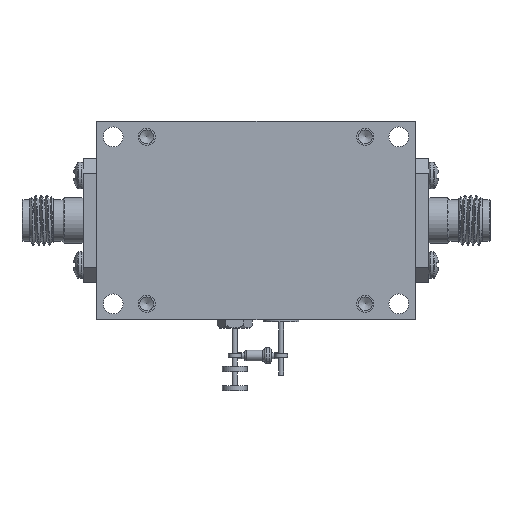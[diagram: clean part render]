
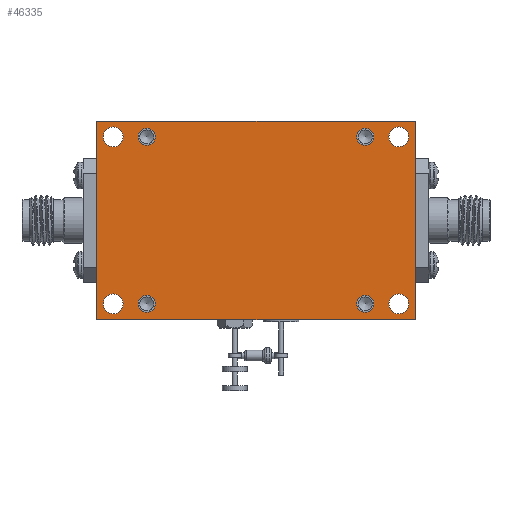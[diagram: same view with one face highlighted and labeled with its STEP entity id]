
A CAD part, front view. The second image highlights one B-rep face of the part: STEP entity #46335.
In plain terms, the highlighted planar face has unit normal (0, -1, 0).
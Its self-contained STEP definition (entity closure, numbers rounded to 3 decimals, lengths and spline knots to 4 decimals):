
#179 = AXIS2_PLACEMENT_3D ( 'NONE', #26097, #57580, #30983 ) ;
#1594 = DIRECTION ( 'NONE',  ( 0., -1., 0. ) ) ;
#1626 = CIRCLE ( 'NONE', #39853, 0.05 ) ;
#1698 = ORIENTED_EDGE ( 'NONE', *, *, #34567, .F. ) ;
#2708 = FACE_OUTER_BOUND ( 'NONE', #57420, .T. ) ;
#3697 = VERTEX_POINT ( 'NONE', #41815 ) ;
#4209 = ORIENTED_EDGE ( 'NONE', *, *, #54215, .F. ) ;
#4278 = CARTESIAN_POINT ( 'NONE',  ( -0.8, -0.189, -0.5 ) ) ;
#4971 = VERTEX_POINT ( 'NONE', #37588 ) ;
#5179 = EDGE_LOOP ( 'NONE', ( #8313 ) ) ;
#5492 = CARTESIAN_POINT ( 'NONE',  ( 0.8, -0.189, -0.5 ) ) ;
#5928 = AXIS2_PLACEMENT_3D ( 'NONE', #57075, #16153, #56677 ) ;
#6493 = VERTEX_POINT ( 'NONE', #7815 ) ;
#6657 = AXIS2_PLACEMENT_3D ( 'NONE', #22674, #26998, #31867 ) ;
#7001 = ORIENTED_EDGE ( 'NONE', *, *, #56078, .T. ) ;
#7813 = DIRECTION ( 'NONE',  ( -1., 0., 0. ) ) ;
#7815 = CARTESIAN_POINT ( 'NONE',  ( 0.8, -0.189, 0.5 ) ) ;
#8313 = ORIENTED_EDGE ( 'NONE', *, *, #15903, .T. ) ;
#8369 = FACE_BOUND ( 'NONE', #10208, .T. ) ;
#9130 = VERTEX_POINT ( 'NONE', #24627 ) ;
#9245 = VECTOR ( 'NONE', #7813, 39.3701 ) ;
#9860 = VERTEX_POINT ( 'NONE', #19326 ) ;
#10208 = EDGE_LOOP ( 'NONE', ( #39663 ) ) ;
#10630 = DIRECTION ( 'NONE',  ( 0., 0., -1. ) ) ;
#14132 = DIRECTION ( 'NONE',  ( 0., 1., 0. ) ) ;
#14643 = FACE_BOUND ( 'NONE', #20239, .T. ) ;
#15108 = DIRECTION ( 'NONE',  ( 0., -1., 0. ) ) ;
#15382 = FACE_BOUND ( 'NONE', #25787, .T. ) ;
#15903 = EDGE_CURVE ( 'NONE', #35204, #35204, #52392, .T. ) ;
#15963 = CARTESIAN_POINT ( 'NONE',  ( -0.55, -0.189, -0.463 ) ) ;
#16153 = DIRECTION ( 'NONE',  ( 0., 1., 0. ) ) ;
#16165 = CARTESIAN_POINT ( 'NONE',  ( 0.55, -0.189, -0.463 ) ) ;
#16920 = VECTOR ( 'NONE', #30772, 39.3701 ) ;
#17221 = CARTESIAN_POINT ( 'NONE',  ( 0.8, -0.189, 0.5 ) ) ;
#17343 = EDGE_CURVE ( 'NONE', #9860, #9860, #36988, .T. ) ;
#17349 = DIRECTION ( 'NONE',  ( 0., 0., -1. ) ) ;
#17602 = VERTEX_POINT ( 'NONE', #15963 ) ;
#19326 = CARTESIAN_POINT ( 'NONE',  ( -0.7185, -0.189, -0.37 ) ) ;
#19777 = CARTESIAN_POINT ( 'NONE',  ( 0.7185, -0.189, -0.42 ) ) ;
#20239 = EDGE_LOOP ( 'NONE', ( #34005 ) ) ;
#20308 = EDGE_CURVE ( 'NONE', #4971, #4971, #32073, .T. ) ;
#20380 = AXIS2_PLACEMENT_3D ( 'NONE', #24195, #1594, #36971 ) ;
#22674 = CARTESIAN_POINT ( 'NONE',  ( 0., -0.189, 0. ) ) ;
#22855 = PLANE ( 'NONE',  #6657 ) ;
#23375 = DIRECTION ( 'NONE',  ( 0., 0., 1. ) ) ;
#23571 = LINE ( 'NONE', #53644, #43284 ) ;
#23655 = ORIENTED_EDGE ( 'NONE', *, *, #25036, .F. ) ;
#24195 = CARTESIAN_POINT ( 'NONE',  ( -0.55, -0.189, -0.42 ) ) ;
#24378 = CARTESIAN_POINT ( 'NONE',  ( 0.55, -0.189, -0.42 ) ) ;
#24627 = CARTESIAN_POINT ( 'NONE',  ( 0.55, -0.189, 0.377 ) ) ;
#24677 = DIRECTION ( 'NONE',  ( 0., 1., 0. ) ) ;
#24901 = CIRCLE ( 'NONE', #57880, 0.043 ) ;
#25036 = EDGE_CURVE ( 'NONE', #38144, #3697, #47964, .T. ) ;
#25787 = EDGE_LOOP ( 'NONE', ( #39755 ) ) ;
#25926 = EDGE_LOOP ( 'NONE', ( #7001 ) ) ;
#26097 = CARTESIAN_POINT ( 'NONE',  ( -0.7185, -0.189, 0.42 ) ) ;
#26444 = CARTESIAN_POINT ( 'NONE',  ( -0.8, -0.189, 0.5 ) ) ;
#26853 = ORIENTED_EDGE ( 'NONE', *, *, #17343, .T. ) ;
#26905 = DIRECTION ( 'NONE',  ( 1., 0., 0. ) ) ;
#26998 = DIRECTION ( 'NONE',  ( 0., -1., 0. ) ) ;
#27066 = EDGE_LOOP ( 'NONE', ( #35796 ) ) ;
#27367 = VECTOR ( 'NONE', #36728, 39.3701 ) ;
#30190 = LINE ( 'NONE', #39798, #27367 ) ;
#30772 = DIRECTION ( 'NONE',  ( 0., 0., -1. ) ) ;
#30983 = DIRECTION ( 'NONE',  ( 0., 0., 1. ) ) ;
#31867 = DIRECTION ( 'NONE',  ( 0., 0., -1. ) ) ;
#32073 = CIRCLE ( 'NONE', #57283, 0.043 ) ;
#32809 = CARTESIAN_POINT ( 'NONE',  ( 0.7185, -0.189, 0.42 ) ) ;
#34005 = ORIENTED_EDGE ( 'NONE', *, *, #41145, .T. ) ;
#34563 = VERTEX_POINT ( 'NONE', #26444 ) ;
#34567 = EDGE_CURVE ( 'NONE', #3697, #34563, #30190, .T. ) ;
#35204 = VERTEX_POINT ( 'NONE', #45847 ) ;
#35438 = DIRECTION ( 'NONE',  ( 0., -1., 0. ) ) ;
#35675 = EDGE_LOOP ( 'NONE', ( #42583 ) ) ;
#35773 = FACE_BOUND ( 'NONE', #5179, .T. ) ;
#35796 = ORIENTED_EDGE ( 'NONE', *, *, #40545, .F. ) ;
#36477 = FACE_BOUND ( 'NONE', #27066, .T. ) ;
#36728 = DIRECTION ( 'NONE',  ( 0., 0., 1. ) ) ;
#36744 = CARTESIAN_POINT ( 'NONE',  ( 0.55, -0.189, 0.42 ) ) ;
#36971 = DIRECTION ( 'NONE',  ( 0., 0., -1. ) ) ;
#36988 = CIRCLE ( 'NONE', #5928, 0.05 ) ;
#37349 = DIRECTION ( 'NONE',  ( 0., -1., 0. ) ) ;
#37588 = CARTESIAN_POINT ( 'NONE',  ( -0.55, -0.189, 0.377 ) ) ;
#37942 = VERTEX_POINT ( 'NONE', #51941 ) ;
#38144 = VERTEX_POINT ( 'NONE', #5492 ) ;
#38554 = CARTESIAN_POINT ( 'NONE',  ( 0.7185, -0.189, -0.37 ) ) ;
#39663 = ORIENTED_EDGE ( 'NONE', *, *, #52650, .F. ) ;
#39753 = CARTESIAN_POINT ( 'NONE',  ( -0.55, -0.189, 0.42 ) ) ;
#39755 = ORIENTED_EDGE ( 'NONE', *, *, #43008, .F. ) ;
#39798 = CARTESIAN_POINT ( 'NONE',  ( -0.8, -0.189, 0.5 ) ) ;
#39853 = AXIS2_PLACEMENT_3D ( 'NONE', #19777, #24677, #47445 ) ;
#40001 = FACE_BOUND ( 'NONE', #35675, .T. ) ;
#40545 = EDGE_CURVE ( 'NONE', #46376, #46376, #24901, .T. ) ;
#40816 = CIRCLE ( 'NONE', #44871, 0.043 ) ;
#41145 = EDGE_CURVE ( 'NONE', #37942, #37942, #54418, .T. ) ;
#41492 = ORIENTED_EDGE ( 'NONE', *, *, #50045, .F. ) ;
#41505 = VERTEX_POINT ( 'NONE', #38554 ) ;
#41815 = CARTESIAN_POINT ( 'NONE',  ( -0.8, -0.189, -0.5 ) ) ;
#42204 = EDGE_LOOP ( 'NONE', ( #26853 ) ) ;
#42583 = ORIENTED_EDGE ( 'NONE', *, *, #20308, .F. ) ;
#42815 = FACE_BOUND ( 'NONE', #42204, .T. ) ;
#43008 = EDGE_CURVE ( 'NONE', #9130, #9130, #40816, .T. ) ;
#43284 = VECTOR ( 'NONE', #26905, 39.3701 ) ;
#44308 = AXIS2_PLACEMENT_3D ( 'NONE', #32809, #14132, #23375 ) ;
#44871 = AXIS2_PLACEMENT_3D ( 'NONE', #36744, #15108, #50283 ) ;
#45847 = CARTESIAN_POINT ( 'NONE',  ( -0.7185, -0.189, 0.47 ) ) ;
#46335 = ADVANCED_FACE ( 'NONE', ( #40001, #15382, #36477, #8369, #42815, #50512, #35773, #14643, #2708 ), #22855, .T. ) ;
#46376 = VERTEX_POINT ( 'NONE', #16165 ) ;
#47445 = DIRECTION ( 'NONE',  ( 0., 0., 1. ) ) ;
#47964 = LINE ( 'NONE', #4278, #9245 ) ;
#50045 = EDGE_CURVE ( 'NONE', #34563, #6493, #23571, .T. ) ;
#50283 = DIRECTION ( 'NONE',  ( 0., 0., -1. ) ) ;
#50512 = FACE_BOUND ( 'NONE', #25926, .T. ) ;
#51941 = CARTESIAN_POINT ( 'NONE',  ( 0.7185, -0.189, 0.47 ) ) ;
#52392 = CIRCLE ( 'NONE', #179, 0.05 ) ;
#52650 = EDGE_CURVE ( 'NONE', #17602, #17602, #53685, .T. ) ;
#53644 = CARTESIAN_POINT ( 'NONE',  ( -0.8, -0.189, 0.5 ) ) ;
#53685 = CIRCLE ( 'NONE', #20380, 0.043 ) ;
#54215 = EDGE_CURVE ( 'NONE', #6493, #38144, #55732, .T. ) ;
#54418 = CIRCLE ( 'NONE', #44308, 0.05 ) ;
#55732 = LINE ( 'NONE', #17221, #16920 ) ;
#56078 = EDGE_CURVE ( 'NONE', #41505, #41505, #1626, .T. ) ;
#56677 = DIRECTION ( 'NONE',  ( 0., 0., 1. ) ) ;
#57075 = CARTESIAN_POINT ( 'NONE',  ( -0.7185, -0.189, -0.42 ) ) ;
#57283 = AXIS2_PLACEMENT_3D ( 'NONE', #39753, #35438, #17349 ) ;
#57420 = EDGE_LOOP ( 'NONE', ( #4209, #41492, #1698, #23655 ) ) ;
#57580 = DIRECTION ( 'NONE',  ( 0., 1., 0. ) ) ;
#57880 = AXIS2_PLACEMENT_3D ( 'NONE', #24378, #37349, #10630 ) ;
